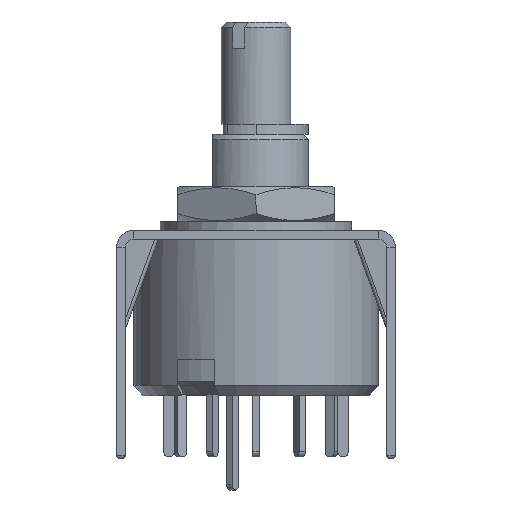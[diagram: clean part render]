
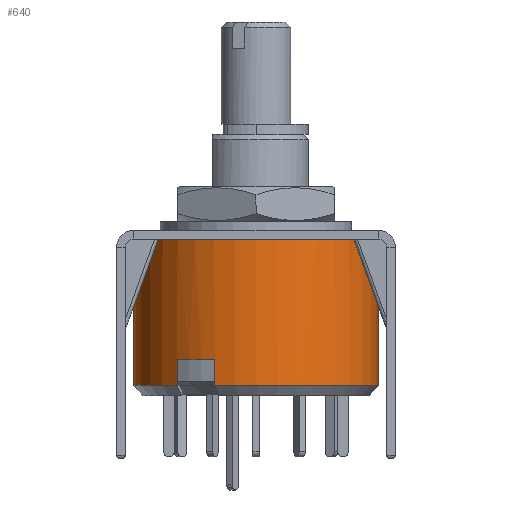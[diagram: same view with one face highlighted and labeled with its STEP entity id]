
A CAD part, front view. The second image highlights one B-rep face of the part: STEP entity #640.
In plain terms, the highlighted cylindrical face has radius 7 mm (diameter 14 mm), a partial arc.
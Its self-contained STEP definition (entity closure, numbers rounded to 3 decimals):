
#153 = LINE ( 'NONE', #3650, #6655 ) ;
#189 = DIRECTION ( 'NONE',  ( 0., 0., 1. ) ) ;
#222 = DIRECTION ( 'NONE',  ( 0., 0., -1. ) ) ;
#248 = CARTESIAN_POINT ( 'NONE',  ( -4.526, -5.34, 9. ) ) ;
#492 = CARTESIAN_POINT ( 'NONE',  ( 0., 0., -7.4 ) ) ;
#640 = ADVANCED_FACE ( 'NONE', ( #14211 ), #6465, .T. ) ;
#1424 = EDGE_CURVE ( 'NONE', #16917, #8861, #153, .T. ) ;
#1473 = CARTESIAN_POINT ( 'NONE',  ( 0., 0., -7.4 ) ) ;
#1677 = EDGE_CURVE ( 'NONE', #2121, #4178, #13323, .T. ) ;
#1973 = DIRECTION ( 'NONE',  ( 0., 0., -1. ) ) ;
#2121 = VERTEX_POINT ( 'NONE', #3498 ) ;
#2356 = EDGE_CURVE ( 'NONE', #6612, #8861, #17167, .T. ) ;
#2377 = VECTOR ( 'NONE', #189, 1000. ) ;
#2666 = DIRECTION ( 'NONE',  ( 0., 0., -1. ) ) ;
#2676 = EDGE_CURVE ( 'NONE', #14148, #9557, #4183, .T. ) ;
#2712 = AXIS2_PLACEMENT_3D ( 'NONE', #12924, #4949, #10295 ) ;
#2845 = DIRECTION ( 'NONE',  ( -1., 0., 0. ) ) ;
#3498 = CARTESIAN_POINT ( 'NONE',  ( -4.526, -5.34, -7.4 ) ) ;
#3650 = CARTESIAN_POINT ( 'NONE',  ( -2.361, -6.59, 9. ) ) ;
#4178 = VERTEX_POINT ( 'NONE', #5443 ) ;
#4183 = CIRCLE ( 'NONE', #7962, 7. ) ;
#4370 = ORIENTED_EDGE ( 'NONE', *, *, #1677, .F. ) ;
#4699 = CARTESIAN_POINT ( 'NONE',  ( -7., 0., 0.95 ) ) ;
#4949 = DIRECTION ( 'NONE',  ( 0., 0., 1. ) ) ;
#4993 = DIRECTION ( 'NONE',  ( -1., 0., 0. ) ) ;
#5057 = ORIENTED_EDGE ( 'NONE', *, *, #9458, .T. ) ;
#5443 = CARTESIAN_POINT ( 'NONE',  ( -7., 0., -7.4 ) ) ;
#5746 = AXIS2_PLACEMENT_3D ( 'NONE', #1473, #222, #13503 ) ;
#5950 = LINE ( 'NONE', #248, #2377 ) ;
#6235 = EDGE_CURVE ( 'NONE', #2121, #8499, #5950, .T. ) ;
#6450 = ORIENTED_EDGE ( 'NONE', *, *, #6235, .T. ) ;
#6465 = CYLINDRICAL_SURFACE ( 'NONE', #12975, 7. ) ;
#6567 = CARTESIAN_POINT ( 'NONE',  ( 7., 0., 9. ) ) ;
#6612 = VERTEX_POINT ( 'NONE', #11296 ) ;
#6655 = VECTOR ( 'NONE', #10087, 1000. ) ;
#7025 = CARTESIAN_POINT ( 'NONE',  ( 0., 0., 9. ) ) ;
#7643 = VECTOR ( 'NONE', #2666, 1000. ) ;
#7689 = ORIENTED_EDGE ( 'NONE', *, *, #10998, .F. ) ;
#7938 = ORIENTED_EDGE ( 'NONE', *, *, #1424, .T. ) ;
#7962 = AXIS2_PLACEMENT_3D ( 'NONE', #10338, #11583, #4993 ) ;
#8499 = VERTEX_POINT ( 'NONE', #17228 ) ;
#8539 = DIRECTION ( 'NONE',  ( 0., 0., -1. ) ) ;
#8861 = VERTEX_POINT ( 'NONE', #15356 ) ;
#9458 = EDGE_CURVE ( 'NONE', #8499, #16917, #9974, .T. ) ;
#9557 = VERTEX_POINT ( 'NONE', #4699 ) ;
#9840 = VECTOR ( 'NONE', #8539, 1000. ) ;
#9974 = CIRCLE ( 'NONE', #2712, 7. ) ;
#10087 = DIRECTION ( 'NONE',  ( 0., 0., -1. ) ) ;
#10176 = EDGE_LOOP ( 'NONE', ( #7689, #12712, #12828, #4370, #6450, #5057, #7938, #15284 ) ) ;
#10295 = DIRECTION ( 'NONE',  ( -1., 0., 0. ) ) ;
#10338 = CARTESIAN_POINT ( 'NONE',  ( 0., 0., 0.95 ) ) ;
#10998 = EDGE_CURVE ( 'NONE', #14148, #6612, #12849, .T. ) ;
#11022 = CARTESIAN_POINT ( 'NONE',  ( -7., 0., 9. ) ) ;
#11296 = CARTESIAN_POINT ( 'NONE',  ( 7., 0., -7.4 ) ) ;
#11583 = DIRECTION ( 'NONE',  ( 0., 0., -1. ) ) ;
#12392 = DIRECTION ( 'NONE',  ( 0., 0., -1. ) ) ;
#12712 = ORIENTED_EDGE ( 'NONE', *, *, #2676, .T. ) ;
#12828 = ORIENTED_EDGE ( 'NONE', *, *, #14093, .T. ) ;
#12849 = LINE ( 'NONE', #6567, #7643 ) ;
#12924 = CARTESIAN_POINT ( 'NONE',  ( 0., 0., -5.9 ) ) ;
#12975 = AXIS2_PLACEMENT_3D ( 'NONE', #7025, #12392, #2845 ) ;
#13323 = CIRCLE ( 'NONE', #15339, 7. ) ;
#13503 = DIRECTION ( 'NONE',  ( 1., 0., 0. ) ) ;
#13859 = CARTESIAN_POINT ( 'NONE',  ( 7., 0., 0.95 ) ) ;
#14093 = EDGE_CURVE ( 'NONE', #9557, #4178, #17016, .T. ) ;
#14148 = VERTEX_POINT ( 'NONE', #13859 ) ;
#14211 = FACE_OUTER_BOUND ( 'NONE', #10176, .T. ) ;
#15284 = ORIENTED_EDGE ( 'NONE', *, *, #2356, .F. ) ;
#15300 = DIRECTION ( 'NONE',  ( 1., 0., 0. ) ) ;
#15339 = AXIS2_PLACEMENT_3D ( 'NONE', #492, #1973, #15300 ) ;
#15356 = CARTESIAN_POINT ( 'NONE',  ( -2.361, -6.59, -7.4 ) ) ;
#15827 = CARTESIAN_POINT ( 'NONE',  ( -2.361, -6.59, -5.9 ) ) ;
#16917 = VERTEX_POINT ( 'NONE', #15827 ) ;
#17016 = LINE ( 'NONE', #11022, #9840 ) ;
#17167 = CIRCLE ( 'NONE', #5746, 7. ) ;
#17228 = CARTESIAN_POINT ( 'NONE',  ( -4.526, -5.34, -5.9 ) ) ;
